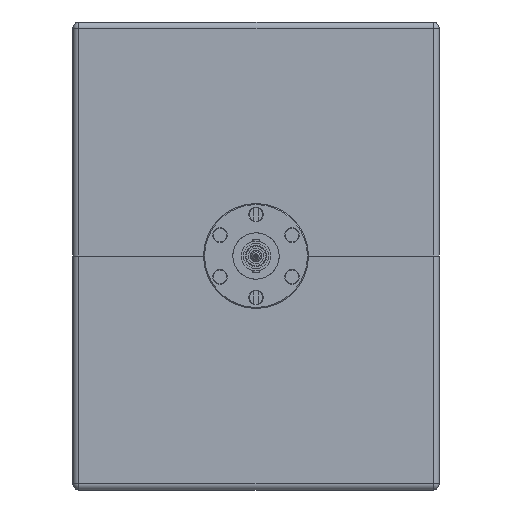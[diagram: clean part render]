
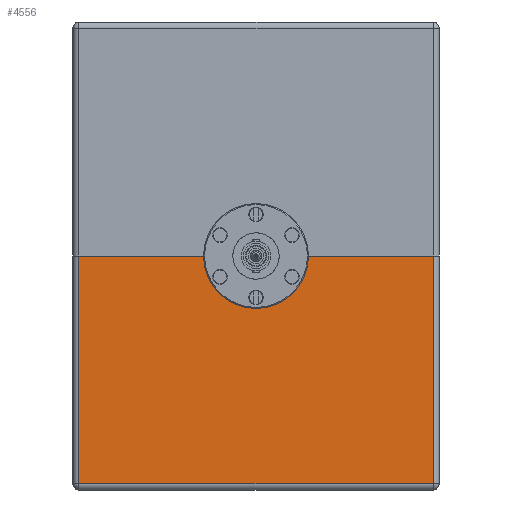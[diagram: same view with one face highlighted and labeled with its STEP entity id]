
A CAD part, left-side view. The second image highlights one B-rep face of the part: STEP entity #4556.
In plain terms, the highlighted planar face has unit normal (-1, 0, 0).
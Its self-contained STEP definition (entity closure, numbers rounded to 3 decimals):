
#238=LINE('',#7258,#472);
#251=LINE('',#7314,#485);
#252=LINE('',#7318,#486);
#256=LINE('',#7325,#490);
#258=LINE('',#7328,#492);
#472=VECTOR('',#5664,46.5);
#485=VECTOR('',#5731,115.);
#486=VECTOR('',#5736,74.);
#490=VECTOR('',#5746,74.);
#492=VECTOR('',#5750,46.5);
#687=PLANE('',#4934);
#1194=FACE_OUTER_BOUND('',#1519,.T.);
#1519=EDGE_LOOP('',(#3494,#3495,#3496,#3497,#3498,#3499));
#2037=CIRCLE('',#4898,11.);
#2371=VERTEX_POINT('',#7245);
#2373=VERTEX_POINT('',#7248);
#2375=VERTEX_POINT('',#7257);
#2385=VERTEX_POINT('',#7284);
#2389=VERTEX_POINT('',#7296);
#2392=VERTEX_POINT('',#7316);
#2817=EDGE_CURVE('',#2373,#2371,#2037,.T.);
#2822=EDGE_CURVE('',#2373,#2375,#238,.T.);
#2851=EDGE_CURVE('',#2385,#2389,#251,.T.);
#2853=EDGE_CURVE('',#2389,#2392,#252,.T.);
#2857=EDGE_CURVE('',#2375,#2385,#256,.T.);
#2859=EDGE_CURVE('',#2392,#2371,#258,.T.);
#3494=ORIENTED_EDGE('',*,*,#2817,.T.);
#3495=ORIENTED_EDGE('',*,*,#2859,.F.);
#3496=ORIENTED_EDGE('',*,*,#2853,.F.);
#3497=ORIENTED_EDGE('',*,*,#2851,.F.);
#3498=ORIENTED_EDGE('',*,*,#2857,.F.);
#3499=ORIENTED_EDGE('',*,*,#2822,.F.);
#4556=ADVANCED_FACE('',(#1194),#687,.T.);
#4898=AXIS2_PLACEMENT_3D('',#7249,#5653,#5654);
#4934=AXIS2_PLACEMENT_3D('',#7327,#5748,#5749);
#5653=DIRECTION('center_axis',(1.,0.,0.));
#5654=DIRECTION('ref_axis',(0.,0.,-1.));
#5664=DIRECTION('',(0.,-1.,0.));
#5731=DIRECTION('',(0.,1.,0.));
#5736=DIRECTION('',(0.,0.,1.));
#5746=DIRECTION('',(0.,0.,-1.));
#5748=DIRECTION('center_axis',(-1.,0.,0.));
#5749=DIRECTION('ref_axis',(0.,-1.,0.));
#5750=DIRECTION('',(0.,-1.,0.));
#7245=CARTESIAN_POINT('',(-66.5,11.,76.));
#7248=CARTESIAN_POINT('',(-66.5,-11.,76.));
#7249=CARTESIAN_POINT('Origin',(-66.5,0.,76.));
#7257=CARTESIAN_POINT('',(-66.5,-57.5,76.));
#7258=CARTESIAN_POINT('',(-66.5,-59.5,76.));
#7284=CARTESIAN_POINT('',(-66.5,-57.5,2.));
#7296=CARTESIAN_POINT('',(-66.5,57.5,2.));
#7314=CARTESIAN_POINT('',(-66.5,29.75,2.));
#7316=CARTESIAN_POINT('',(-66.5,57.5,76.));
#7318=CARTESIAN_POINT('',(-66.5,57.5,0.));
#7325=CARTESIAN_POINT('',(-66.5,-57.5,0.));
#7327=CARTESIAN_POINT('Origin',(-66.5,59.5,0.));
#7328=CARTESIAN_POINT('',(-66.5,-59.5,76.));
